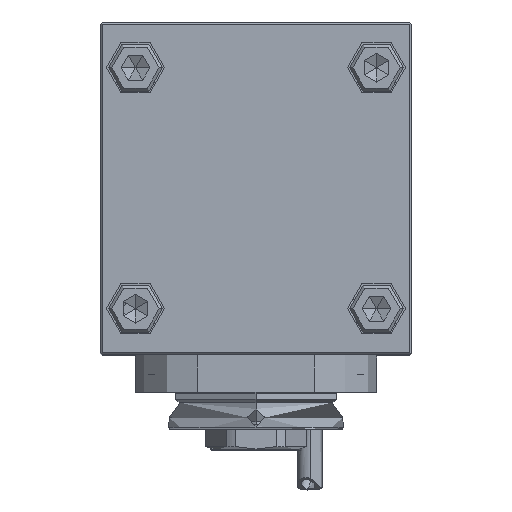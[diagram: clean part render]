
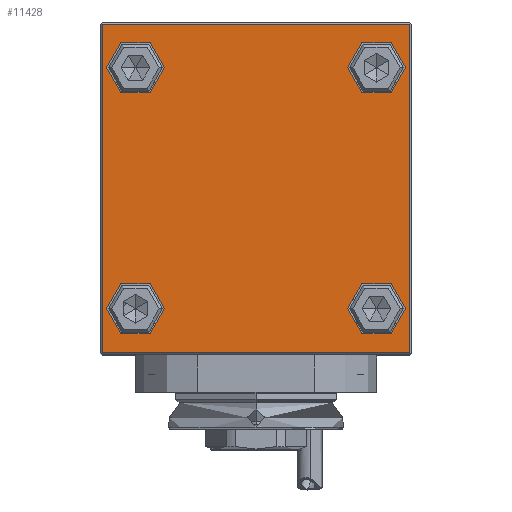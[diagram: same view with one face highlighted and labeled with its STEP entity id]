
A CAD part, top view. The second image highlights one B-rep face of the part: STEP entity #11428.
In plain terms, the highlighted planar face has unit normal (0, 0, 1).
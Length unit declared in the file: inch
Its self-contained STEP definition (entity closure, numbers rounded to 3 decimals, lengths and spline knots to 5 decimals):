
#260 = AXIS2_PLACEMENT_3D ( 'NONE', #13616, #22813, #19350 ) ;
#301 = CARTESIAN_POINT ( 'NONE',  ( 0., 1.55512, 4.44882 ) ) ;
#377 = DIRECTION ( 'NONE',  ( 1., 0., 0. ) ) ;
#734 = CARTESIAN_POINT ( 'NONE',  ( -1.14173, 1.14173, 4.44882 ) ) ;
#925 = DIRECTION ( 'NONE',  ( 1., 0., 0. ) ) ;
#1055 = VERTEX_POINT ( 'NONE', #18770 ) ;
#1143 = FACE_OUTER_BOUND ( 'NONE', #2536, .T. ) ;
#1296 = DIRECTION ( 'NONE',  ( 1., 0., 0. ) ) ;
#1405 = CARTESIAN_POINT ( 'NONE',  ( 1.14173, 1.14173, 4.44882 ) ) ;
#1664 = EDGE_LOOP ( 'NONE', ( #10638, #6746 ) ) ;
#1760 = LINE ( 'NONE', #301, #6370 ) ;
#1905 = CARTESIAN_POINT ( 'NONE',  ( -1.45669, 1.55512, 4.44882 ) ) ;
#1953 = VECTOR ( 'NONE', #1296, 39.37008 ) ;
#2009 = EDGE_CURVE ( 'NONE', #2798, #10488, #20641, .T. ) ;
#2536 = EDGE_LOOP ( 'NONE', ( #6730, #3674, #20068, #12615 ) ) ;
#2798 = VERTEX_POINT ( 'NONE', #21821 ) ;
#2817 = FACE_BOUND ( 'NONE', #1664, .T. ) ;
#3258 = CIRCLE ( 'NONE', #16551, 0.27559 ) ;
#3443 = VERTEX_POINT ( 'NONE', #22700 ) ;
#3534 = DIRECTION ( 'NONE',  ( -1., 0., 0. ) ) ;
#3538 = VERTEX_POINT ( 'NONE', #1905 ) ;
#3674 = ORIENTED_EDGE ( 'NONE', *, *, #2009, .T. ) ;
#3767 = CARTESIAN_POINT ( 'NONE',  ( -1.14173, -1.14173, 4.44882 ) ) ;
#3821 = EDGE_CURVE ( 'NONE', #8281, #11924, #22257, .T. ) ;
#3846 = EDGE_CURVE ( 'NONE', #5744, #19430, #3258, .T. ) ;
#3910 = DIRECTION ( 'NONE',  ( 0., 0., -1. ) ) ;
#4387 = VERTEX_POINT ( 'NONE', #9727 ) ;
#4877 = ORIENTED_EDGE ( 'NONE', *, *, #12724, .T. ) ;
#5009 = CARTESIAN_POINT ( 'NONE',  ( 1.41732, 1.14173, 4.44882 ) ) ;
#5062 = EDGE_CURVE ( 'NONE', #3538, #3443, #18806, .T. ) ;
#5744 = VERTEX_POINT ( 'NONE', #13983 ) ;
#5943 = VERTEX_POINT ( 'NONE', #16839 ) ;
#6339 = CIRCLE ( 'NONE', #15464, 0.27559 ) ;
#6370 = VECTOR ( 'NONE', #3534, 39.37008 ) ;
#6646 = EDGE_CURVE ( 'NONE', #19430, #5744, #19482, .T. ) ;
#6730 = ORIENTED_EDGE ( 'NONE', *, *, #15636, .T. ) ;
#6731 = PLANE ( 'NONE',  #260 ) ;
#6746 = ORIENTED_EDGE ( 'NONE', *, *, #3821, .T. ) ;
#7028 = CARTESIAN_POINT ( 'NONE',  ( 1.45669, 1.55512, 4.44882 ) ) ;
#7172 = EDGE_CURVE ( 'NONE', #1055, #9751, #18480, .T. ) ;
#7784 = DIRECTION ( 'NONE',  ( 0., 0., -1. ) ) ;
#7962 = CARTESIAN_POINT ( 'NONE',  ( -1.45669, 2.3622, 4.44882 ) ) ;
#7980 = DIRECTION ( 'NONE',  ( 1., 0., 0. ) ) ;
#8006 = CARTESIAN_POINT ( 'NONE',  ( -1.41732, -1.14173, 4.44882 ) ) ;
#8190 = DIRECTION ( 'NONE',  ( 0., 0., -1. ) ) ;
#8194 = DIRECTION ( 'NONE',  ( 0., -1., 0. ) ) ;
#8281 = VERTEX_POINT ( 'NONE', #17131 ) ;
#8620 = FACE_BOUND ( 'NONE', #10808, .T. ) ;
#8718 = CIRCLE ( 'NONE', #13638, 0.27559 ) ;
#8903 = EDGE_LOOP ( 'NONE', ( #13932, #15300 ) ) ;
#8966 = AXIS2_PLACEMENT_3D ( 'NONE', #20210, #3910, #11161 ) ;
#9181 = CIRCLE ( 'NONE', #10324, 0.27559 ) ;
#9272 = EDGE_CURVE ( 'NONE', #4387, #5943, #21581, .T. ) ;
#9430 = CARTESIAN_POINT ( 'NONE',  ( 1.14173, -1.14173, 4.44882 ) ) ;
#9727 = CARTESIAN_POINT ( 'NONE',  ( 0.86614, -1.14173, 4.44882 ) ) ;
#9751 = VERTEX_POINT ( 'NONE', #14107 ) ;
#9869 = EDGE_CURVE ( 'NONE', #10488, #3538, #1760, .T. ) ;
#10172 = EDGE_CURVE ( 'NONE', #9751, #1055, #6339, .T. ) ;
#10324 = AXIS2_PLACEMENT_3D ( 'NONE', #9430, #16682, #377 ) ;
#10488 = VERTEX_POINT ( 'NONE', #20132 ) ;
#10638 = ORIENTED_EDGE ( 'NONE', *, *, #22491, .T. ) ;
#10808 = EDGE_LOOP ( 'NONE', ( #4877, #19737 ) ) ;
#11161 = DIRECTION ( 'NONE',  ( 1., 0., 0. ) ) ;
#11224 = AXIS2_PLACEMENT_3D ( 'NONE', #14109, #19136, #925 ) ;
#11428 = ADVANCED_FACE ( 'NONE', ( #1143, #19113, #8620, #2817, #23161 ), #6731, .T. ) ;
#11886 = CARTESIAN_POINT ( 'NONE',  ( 1.14173, -1.14173, 4.44882 ) ) ;
#11924 = VERTEX_POINT ( 'NONE', #5009 ) ;
#12615 = ORIENTED_EDGE ( 'NONE', *, *, #5062, .T. ) ;
#12724 = EDGE_CURVE ( 'NONE', #5943, #4387, #9181, .T. ) ;
#13356 = VECTOR ( 'NONE', #15514, 39.37008 ) ;
#13454 = DIRECTION ( 'NONE',  ( 0., 0., -1. ) ) ;
#13574 = ORIENTED_EDGE ( 'NONE', *, *, #7172, .T. ) ;
#13616 = CARTESIAN_POINT ( 'NONE',  ( 0., 2.3622, 4.44882 ) ) ;
#13638 = AXIS2_PLACEMENT_3D ( 'NONE', #1405, #21408, #15921 ) ;
#13932 = ORIENTED_EDGE ( 'NONE', *, *, #3846, .T. ) ;
#13983 = CARTESIAN_POINT ( 'NONE',  ( -0.86614, -1.14173, 4.44882 ) ) ;
#14107 = CARTESIAN_POINT ( 'NONE',  ( -0.86614, 1.14173, 4.44882 ) ) ;
#14109 = CARTESIAN_POINT ( 'NONE',  ( 1.14173, 1.14173, 4.44882 ) ) ;
#15300 = ORIENTED_EDGE ( 'NONE', *, *, #6646, .T. ) ;
#15464 = AXIS2_PLACEMENT_3D ( 'NONE', #734, #13454, #7980 ) ;
#15514 = DIRECTION ( 'NONE',  ( 0., 1., 0. ) ) ;
#15636 = EDGE_CURVE ( 'NONE', #3443, #2798, #22966, .T. ) ;
#15809 = CARTESIAN_POINT ( 'NONE',  ( 0., -1.55512, 4.44882 ) ) ;
#15911 = ORIENTED_EDGE ( 'NONE', *, *, #10172, .T. ) ;
#15921 = DIRECTION ( 'NONE',  ( 1., 0., 0. ) ) ;
#16551 = AXIS2_PLACEMENT_3D ( 'NONE', #3767, #21983, #18055 ) ;
#16682 = DIRECTION ( 'NONE',  ( 0., 0., -1. ) ) ;
#16839 = CARTESIAN_POINT ( 'NONE',  ( 1.41732, -1.14173, 4.44882 ) ) ;
#17131 = CARTESIAN_POINT ( 'NONE',  ( 0.86614, 1.14173, 4.44882 ) ) ;
#17261 = DIRECTION ( 'NONE',  ( 1., 0., 0. ) ) ;
#18055 = DIRECTION ( 'NONE',  ( 1., 0., 0. ) ) ;
#18480 = CIRCLE ( 'NONE', #8966, 0.27559 ) ;
#18633 = EDGE_LOOP ( 'NONE', ( #15911, #13574 ) ) ;
#18770 = CARTESIAN_POINT ( 'NONE',  ( -1.41732, 1.14173, 4.44882 ) ) ;
#18806 = LINE ( 'NONE', #7962, #21472 ) ;
#18899 = AXIS2_PLACEMENT_3D ( 'NONE', #11886, #8190, #17261 ) ;
#18976 = DIRECTION ( 'NONE',  ( 1., 0., 0. ) ) ;
#19113 = FACE_BOUND ( 'NONE', #8903, .T. ) ;
#19136 = DIRECTION ( 'NONE',  ( 0., 0., -1. ) ) ;
#19350 = DIRECTION ( 'NONE',  ( 1., 0., 0. ) ) ;
#19430 = VERTEX_POINT ( 'NONE', #8006 ) ;
#19482 = CIRCLE ( 'NONE', #23288, 0.27559 ) ;
#19737 = ORIENTED_EDGE ( 'NONE', *, *, #9272, .T. ) ;
#20068 = ORIENTED_EDGE ( 'NONE', *, *, #9869, .T. ) ;
#20132 = CARTESIAN_POINT ( 'NONE',  ( 1.45669, 1.55512, 4.44882 ) ) ;
#20210 = CARTESIAN_POINT ( 'NONE',  ( -1.14173, 1.14173, 4.44882 ) ) ;
#20641 = LINE ( 'NONE', #7028, #13356 ) ;
#21408 = DIRECTION ( 'NONE',  ( 0., 0., -1. ) ) ;
#21472 = VECTOR ( 'NONE', #8194, 39.37008 ) ;
#21581 = CIRCLE ( 'NONE', #18899, 0.27559 ) ;
#21821 = CARTESIAN_POINT ( 'NONE',  ( 1.45669, -1.55512, 4.44882 ) ) ;
#21983 = DIRECTION ( 'NONE',  ( 0., 0., -1. ) ) ;
#22257 = CIRCLE ( 'NONE', #11224, 0.27559 ) ;
#22491 = EDGE_CURVE ( 'NONE', #11924, #8281, #8718, .T. ) ;
#22569 = CARTESIAN_POINT ( 'NONE',  ( -1.14173, -1.14173, 4.44882 ) ) ;
#22700 = CARTESIAN_POINT ( 'NONE',  ( -1.45669, -1.55512, 4.44882 ) ) ;
#22813 = DIRECTION ( 'NONE',  ( 0., 0., 1. ) ) ;
#22966 = LINE ( 'NONE', #15809, #1953 ) ;
#23161 = FACE_BOUND ( 'NONE', #18633, .T. ) ;
#23288 = AXIS2_PLACEMENT_3D ( 'NONE', #22569, #7784, #18976 ) ;
